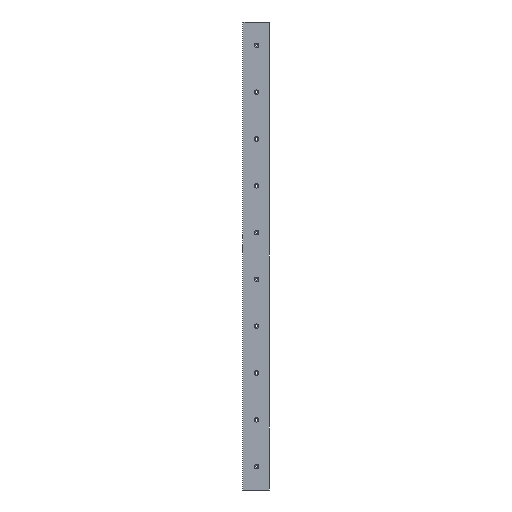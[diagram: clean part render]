
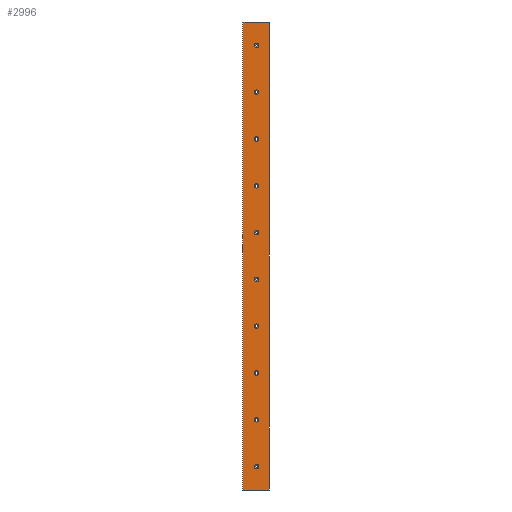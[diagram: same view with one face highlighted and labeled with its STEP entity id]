
A CAD part, left-side view. The second image highlights one B-rep face of the part: STEP entity #2996.
In plain terms, the highlighted planar face has unit normal (-1, 0, 0).
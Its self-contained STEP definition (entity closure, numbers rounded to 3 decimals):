
#30=FACE_BOUND('',#533,.T.);
#31=FACE_BOUND('',#534,.T.);
#32=FACE_BOUND('',#535,.T.);
#33=FACE_BOUND('',#536,.T.);
#34=FACE_BOUND('',#537,.T.);
#35=FACE_BOUND('',#538,.T.);
#36=FACE_BOUND('',#539,.T.);
#37=FACE_BOUND('',#540,.T.);
#38=FACE_BOUND('',#541,.T.);
#39=FACE_BOUND('',#542,.T.);
#271=CIRCLE('',#3244,12.5);
#272=CIRCLE('',#3245,12.5);
#273=CIRCLE('',#3246,12.5);
#274=CIRCLE('',#3247,12.5);
#275=CIRCLE('',#3248,12.5);
#276=CIRCLE('',#3249,12.5);
#277=CIRCLE('',#3250,12.5);
#278=CIRCLE('',#3251,12.5);
#279=CIRCLE('',#3252,12.5);
#280=CIRCLE('',#3253,12.5);
#380=FACE_OUTER_BOUND('',#532,.T.);
#532=EDGE_LOOP('',(#2304,#2305,#2306,#2307));
#533=EDGE_LOOP('',(#2308));
#534=EDGE_LOOP('',(#2309));
#535=EDGE_LOOP('',(#2310));
#536=EDGE_LOOP('',(#2311));
#537=EDGE_LOOP('',(#2312));
#538=EDGE_LOOP('',(#2313));
#539=EDGE_LOOP('',(#2314));
#540=EDGE_LOOP('',(#2315));
#541=EDGE_LOOP('',(#2316));
#542=EDGE_LOOP('',(#2317));
#789=LINE('',#4826,#1054);
#803=LINE('',#4863,#1068);
#842=LINE('',#5001,#1107);
#843=LINE('',#5002,#1108);
#1054=VECTOR('',#3697,10.);
#1068=VECTOR('',#3725,10.);
#1107=VECTOR('',#3840,10.);
#1108=VECTOR('',#3841,10.);
#1368=VERTEX_POINT('',#4823);
#1369=VERTEX_POINT('',#4825);
#1384=VERTEX_POINT('',#4860);
#1385=VERTEX_POINT('',#4862);
#1426=VERTEX_POINT('',#5003);
#1427=VERTEX_POINT('',#5005);
#1428=VERTEX_POINT('',#5007);
#1429=VERTEX_POINT('',#5009);
#1430=VERTEX_POINT('',#5011);
#1431=VERTEX_POINT('',#5013);
#1432=VERTEX_POINT('',#5015);
#1433=VERTEX_POINT('',#5017);
#1434=VERTEX_POINT('',#5019);
#1435=VERTEX_POINT('',#5021);
#1692=EDGE_CURVE('',#1368,#1369,#789,.T.);
#1712=EDGE_CURVE('',#1385,#1384,#803,.T.);
#1777=EDGE_CURVE('',#1385,#1368,#842,.T.);
#1778=EDGE_CURVE('',#1384,#1369,#843,.T.);
#1779=EDGE_CURVE('',#1426,#1426,#271,.T.);
#1780=EDGE_CURVE('',#1427,#1427,#272,.T.);
#1781=EDGE_CURVE('',#1428,#1428,#273,.T.);
#1782=EDGE_CURVE('',#1429,#1429,#274,.T.);
#1783=EDGE_CURVE('',#1430,#1430,#275,.T.);
#1784=EDGE_CURVE('',#1431,#1431,#276,.T.);
#1785=EDGE_CURVE('',#1432,#1432,#277,.T.);
#1786=EDGE_CURVE('',#1433,#1433,#278,.T.);
#1787=EDGE_CURVE('',#1434,#1434,#279,.T.);
#1788=EDGE_CURVE('',#1435,#1435,#280,.T.);
#2304=ORIENTED_EDGE('',*,*,#1692,.F.);
#2305=ORIENTED_EDGE('',*,*,#1777,.F.);
#2306=ORIENTED_EDGE('',*,*,#1712,.T.);
#2307=ORIENTED_EDGE('',*,*,#1778,.T.);
#2308=ORIENTED_EDGE('',*,*,#1779,.T.);
#2309=ORIENTED_EDGE('',*,*,#1780,.T.);
#2310=ORIENTED_EDGE('',*,*,#1781,.T.);
#2311=ORIENTED_EDGE('',*,*,#1782,.T.);
#2312=ORIENTED_EDGE('',*,*,#1783,.T.);
#2313=ORIENTED_EDGE('',*,*,#1784,.T.);
#2314=ORIENTED_EDGE('',*,*,#1785,.T.);
#2315=ORIENTED_EDGE('',*,*,#1786,.T.);
#2316=ORIENTED_EDGE('',*,*,#1787,.T.);
#2317=ORIENTED_EDGE('',*,*,#1788,.T.);
#2913=PLANE('',#3243);
#2996=ADVANCED_FACE('',(#380,#30,#31,#32,#33,#34,#35,#36,#37,#38,#39),#2913,
 .T.);
#3243=AXIS2_PLACEMENT_3D('',#5000,#3838,#3839);
#3244=AXIS2_PLACEMENT_3D('',#5004,#3842,#3843);
#3245=AXIS2_PLACEMENT_3D('',#5006,#3844,#3845);
#3246=AXIS2_PLACEMENT_3D('',#5008,#3846,#3847);
#3247=AXIS2_PLACEMENT_3D('',#5010,#3848,#3849);
#3248=AXIS2_PLACEMENT_3D('',#5012,#3850,#3851);
#3249=AXIS2_PLACEMENT_3D('',#5014,#3852,#3853);
#3250=AXIS2_PLACEMENT_3D('',#5016,#3854,#3855);
#3251=AXIS2_PLACEMENT_3D('',#5018,#3856,#3857);
#3252=AXIS2_PLACEMENT_3D('',#5020,#3858,#3859);
#3253=AXIS2_PLACEMENT_3D('',#5022,#3860,#3861);
#3697=DIRECTION('',(0.,1.,0.));
#3725=DIRECTION('',(0.,1.,0.));
#3838=DIRECTION('center_axis',(-1.,0.,0.));
#3839=DIRECTION('ref_axis',(0.,0.,1.));
#3840=DIRECTION('',(0.,0.,-1.));
#3841=DIRECTION('',(0.,0.,-1.));
#3842=DIRECTION('center_axis',(1.,0.,0.));
#3843=DIRECTION('ref_axis',(0.,1.,0.));
#3844=DIRECTION('center_axis',(1.,0.,0.));
#3845=DIRECTION('ref_axis',(0.,1.,0.));
#3846=DIRECTION('center_axis',(1.,0.,0.));
#3847=DIRECTION('ref_axis',(0.,1.,0.));
#3848=DIRECTION('center_axis',(1.,0.,0.));
#3849=DIRECTION('ref_axis',(0.,1.,0.));
#3850=DIRECTION('center_axis',(1.,0.,0.));
#3851=DIRECTION('ref_axis',(0.,1.,0.));
#3852=DIRECTION('center_axis',(1.,0.,0.));
#3853=DIRECTION('ref_axis',(0.,1.,0.));
#3854=DIRECTION('center_axis',(1.,0.,0.));
#3855=DIRECTION('ref_axis',(0.,1.,0.));
#3856=DIRECTION('center_axis',(1.,0.,0.));
#3857=DIRECTION('ref_axis',(0.,1.,0.));
#3858=DIRECTION('center_axis',(1.,0.,0.));
#3859=DIRECTION('ref_axis',(0.,1.,0.));
#3860=DIRECTION('center_axis',(1.,0.,0.));
#3861=DIRECTION('ref_axis',(0.,1.,0.));
#4823=CARTESIAN_POINT('',(-25.739,-27.,0.));
#4825=CARTESIAN_POINT('',(-25.739,112.475,0.));
#4826=CARTESIAN_POINT('',(-25.739,-23.94,0.));
#4860=CARTESIAN_POINT('',(-25.739,112.475,2500.));
#4862=CARTESIAN_POINT('',(-25.739,-27.,2500.));
#4863=CARTESIAN_POINT('',(-25.739,112.475,2500.));
#5000=CARTESIAN_POINT('Origin',(-25.739,-27.,0.));
#5001=CARTESIAN_POINT('',(-25.739,-27.,2500.));
#5002=CARTESIAN_POINT('',(-25.739,112.475,2500.));
#5003=CARTESIAN_POINT('',(-25.739,27.5,2375.));
#5004=CARTESIAN_POINT('Origin',(-25.739,40.,2375.));
#5005=CARTESIAN_POINT('',(-25.739,27.5,2125.));
#5006=CARTESIAN_POINT('Origin',(-25.739,40.,2125.));
#5007=CARTESIAN_POINT('',(-25.739,27.5,1875.));
#5008=CARTESIAN_POINT('Origin',(-25.739,40.,1875.));
#5009=CARTESIAN_POINT('',(-25.739,27.5,1625.));
#5010=CARTESIAN_POINT('Origin',(-25.739,40.,1625.));
#5011=CARTESIAN_POINT('',(-25.739,27.5,1375.));
#5012=CARTESIAN_POINT('Origin',(-25.739,40.,1375.));
#5013=CARTESIAN_POINT('',(-25.739,27.5,1125.));
#5014=CARTESIAN_POINT('Origin',(-25.739,40.,1125.));
#5015=CARTESIAN_POINT('',(-25.739,27.5,875.));
#5016=CARTESIAN_POINT('Origin',(-25.739,40.,875.));
#5017=CARTESIAN_POINT('',(-25.739,27.5,625.));
#5018=CARTESIAN_POINT('Origin',(-25.739,40.,625.));
#5019=CARTESIAN_POINT('',(-25.739,27.5,375.));
#5020=CARTESIAN_POINT('Origin',(-25.739,40.,375.));
#5021=CARTESIAN_POINT('',(-25.739,27.5,125.));
#5022=CARTESIAN_POINT('Origin',(-25.739,40.,125.));
